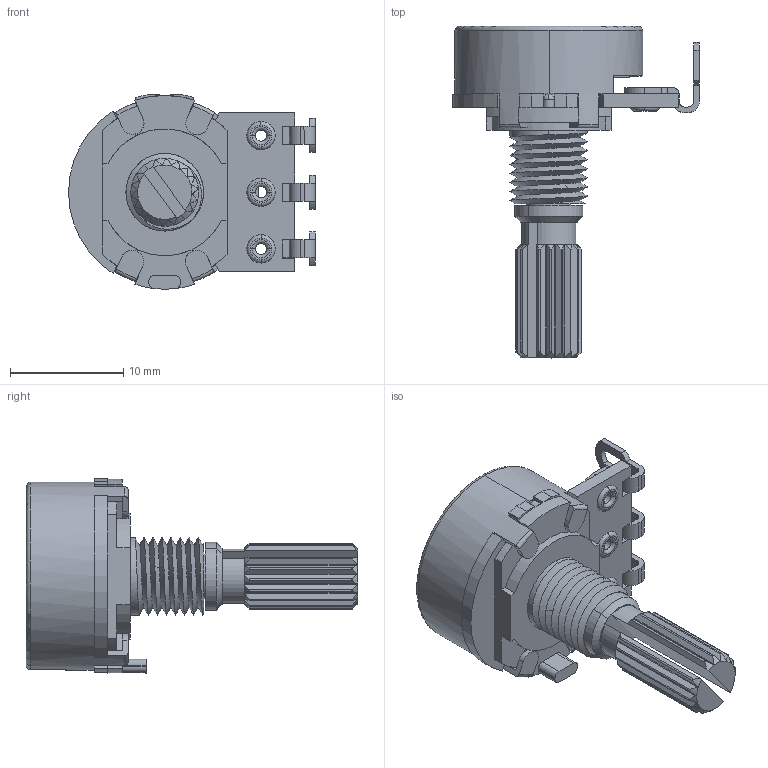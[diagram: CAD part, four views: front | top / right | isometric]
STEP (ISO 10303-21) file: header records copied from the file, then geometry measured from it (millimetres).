
FILE_DESCRIPTION((''),'2;1');
FILE_NAME('16KNPKQ_SW0001','2018-08-23T',('eng08'),(''),'PRO/ENGINEER BY PARAMETRIC TECHNOLOGY CORPORATION, 2012480','PRO/ENGINEER BY PARAMETRIC TECHNOLOGY CORPORATION, 2012480','');
FILE_SCHEMA(('CONFIG_CONTROL_DESIGN'));
Length unit declared in the file: inch
Products named in the file (1): 16KNPKQ_SW0001
Bounding box: 21.81 x 29.3 x 17.15 mm (x, y, z)
Volume: 1542.8 mm3; surface area: 3332.7 mm2
Topology: 1 solids, 1 shells, 482 faces, 1402 edges, 907 vertices
Faces by surface type: plane 280, cylinder 148, torus 24, cone 20, bspline 10
Entity records: 20245 total; most frequent: CARTESIAN_POINT 5659, ORIENTED_EDGE 2804, DIRECTION 2633, EDGE_CURVE 1402, AXIS2_PLACEMENT_3D 916, VERTEX_POINT 907, VECTOR 801, LINE 801
